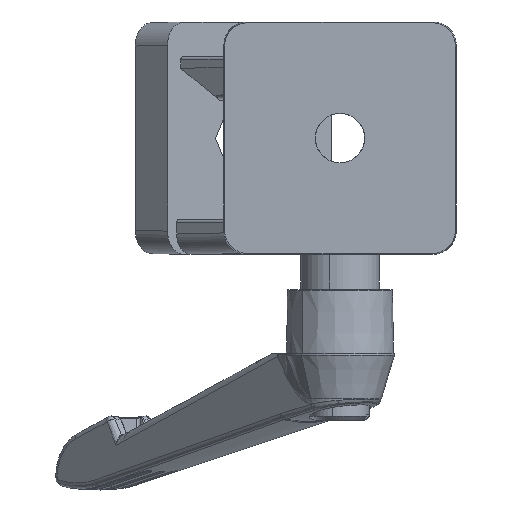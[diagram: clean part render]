
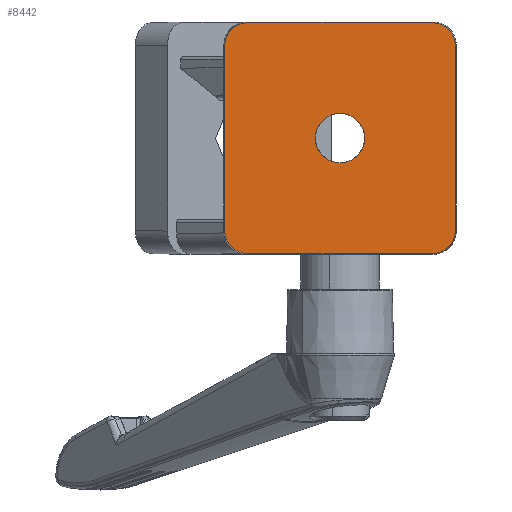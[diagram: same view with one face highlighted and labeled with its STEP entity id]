
A CAD part, front view. The second image highlights one B-rep face of the part: STEP entity #8442.
In plain terms, the highlighted planar face has unit normal (0, -1, 0).
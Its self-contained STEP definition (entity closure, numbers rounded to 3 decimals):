
#6331=DIRECTION('',(-1.,0.,0.));
#6332=VECTOR('',#6331,31.722);
#6333=CARTESIAN_POINT('',(15.861,-8.,19.86));
#6334=LINE('',#6333,#6332);
#6338=DIRECTION('',(0.,0.,1.));
#6339=VECTOR('',#6338,31.722);
#6340=CARTESIAN_POINT('',(19.86,-8.,-15.861));
#6341=LINE('',#6340,#6339);
#6345=DIRECTION('',(1.,0.,0.));
#6346=VECTOR('',#6345,31.722);
#6347=CARTESIAN_POINT('',(-15.861,-8.,-19.86));
#6348=LINE('',#6347,#6346);
#6352=DIRECTION('',(0.,0.,-1.));
#6353=VECTOR('',#6352,31.722);
#6354=CARTESIAN_POINT('',(-19.86,-8.,15.861));
#6355=LINE('',#6354,#6353);
#6359=CARTESIAN_POINT('',(0.,-8.,0.));
#6360=DIRECTION('',(0.,1.,0.));
#6361=DIRECTION('',(-1.,0.,0.));
#6362=AXIS2_PLACEMENT_3D('',#6359,#6360,#6361);
#6367=CARTESIAN_POINT('',(0.,-8.,0.));
#6368=DIRECTION('',(0.,1.,0.));
#6369=DIRECTION('',(0.,0.,-1.));
#6370=AXIS2_PLACEMENT_3D('',#6367,#6368,#6369);
#6375=CARTESIAN_POINT('',(0.,-8.,0.));
#6376=DIRECTION('',(0.,1.,0.));
#6377=DIRECTION('',(1.,0.,0.));
#6378=AXIS2_PLACEMENT_3D('',#6375,#6376,#6377);
#6833=CARTESIAN_POINT('',(15.861,-8.,19.86));
#6834=CARTESIAN_POINT('',(16.194,-8.,19.86));
#6835=CARTESIAN_POINT('',(16.782,-8.,19.782));
#6836=CARTESIAN_POINT('',(17.771,-8.,19.438));
#6837=CARTESIAN_POINT('',(18.745,-8.,18.745));
#6838=CARTESIAN_POINT('',(19.438,-8.,17.771));
#6839=CARTESIAN_POINT('',(19.782,-8.,16.782));
#6840=CARTESIAN_POINT('',(19.86,-8.,16.194));
#6841=CARTESIAN_POINT('',(19.86,-8.,15.861));
#6880=CARTESIAN_POINT('',(19.86,-8.,-15.861));
#6881=CARTESIAN_POINT('',(19.86,-8.,-16.194));
#6882=CARTESIAN_POINT('',(19.782,-8.,-16.782));
#6883=CARTESIAN_POINT('',(19.438,-8.,-17.771));
#6884=CARTESIAN_POINT('',(18.745,-8.,-18.745));
#6885=CARTESIAN_POINT('',(17.771,-8.,-19.438));
#6886=CARTESIAN_POINT('',(16.782,-8.,-19.782));
#6887=CARTESIAN_POINT('',(16.194,-8.,-19.86));
#6888=CARTESIAN_POINT('',(15.861,-8.,-19.86));
#6927=CARTESIAN_POINT('',(-15.861,-8.,-19.86));
#6928=CARTESIAN_POINT('',(-16.194,-8.,-19.86));
#6929=CARTESIAN_POINT('',(-16.782,-8.,-19.782));
#6930=CARTESIAN_POINT('',(-17.771,-8.,-19.438));
#6931=CARTESIAN_POINT('',(-18.745,-8.,-18.745));
#6932=CARTESIAN_POINT('',(-19.438,-8.,-17.771));
#6933=CARTESIAN_POINT('',(-19.782,-8.,-16.782));
#6934=CARTESIAN_POINT('',(-19.86,-8.,-16.194));
#6935=CARTESIAN_POINT('',(-19.86,-8.,-15.861));
#6953=CARTESIAN_POINT('',(-19.86,-8.,15.861));
#6954=CARTESIAN_POINT('',(-19.86,-8.,16.194));
#6955=CARTESIAN_POINT('',(-19.782,-8.,16.782));
#6956=CARTESIAN_POINT('',(-19.438,-8.,17.771));
#6957=CARTESIAN_POINT('',(-18.745,-8.,18.745));
#6958=CARTESIAN_POINT('',(-17.771,-8.,19.438));
#6959=CARTESIAN_POINT('',(-16.782,-8.,19.782));
#6960=CARTESIAN_POINT('',(-16.194,-8.,19.86));
#6961=CARTESIAN_POINT('',(-15.861,-8.,19.86));
#8092=VERTEX_POINT('',#6927);
#8093=VERTEX_POINT('',#6935);
#8094=VERTEX_POINT('',#6953);
#8095=VERTEX_POINT('',#6961);
#8096=VERTEX_POINT('',#6880);
#8097=VERTEX_POINT('',#6888);
#8100=VERTEX_POINT('',#6833);
#8101=VERTEX_POINT('',#6841);
#8124=CARTESIAN_POINT('',(4.26,-8.,0.));
#8125=VERTEX_POINT('',#8124);
#8126=CARTESIAN_POINT('',(0.,-8.,-4.26));
#8127=VERTEX_POINT('',#8126);
#8128=CARTESIAN_POINT('',(-4.26,-8.,0.));
#8129=VERTEX_POINT('',#8128);
#8412=CARTESIAN_POINT('',(-25.,-8.,25.));
#8413=DIRECTION('',(0.,1.,0.));
#8414=DIRECTION('',(0.,0.,1.));
#8415=AXIS2_PLACEMENT_3D('',#8412,#8413,#8414);
#8416=PLANE('',#8415);
#8418=ORIENTED_EDGE('',*,*,#8417,.F.);
#8420=ORIENTED_EDGE('',*,*,#8419,.T.);
#8422=ORIENTED_EDGE('',*,*,#8421,.F.);
#8424=ORIENTED_EDGE('',*,*,#8423,.T.);
#8426=ORIENTED_EDGE('',*,*,#8425,.F.);
#8428=ORIENTED_EDGE('',*,*,#8427,.T.);
#8429=ORIENTED_EDGE('',*,*,#8402,.F.);
#8431=ORIENTED_EDGE('',*,*,#8430,.T.);
#8432=EDGE_LOOP('',(#8418,#8420,#8422,#8424,#8426,#8428,#8429,#8431));
#8433=FACE_OUTER_BOUND('',#8432,.F.);
#8435=ORIENTED_EDGE('',*,*,#8434,.F.);
#8437=ORIENTED_EDGE('',*,*,#8436,.F.);
#8439=ORIENTED_EDGE('',*,*,#8438,.F.);
#8440=EDGE_LOOP('',(#8435,#8437,#8439));
#8441=FACE_BOUND('',#8440,.F.);
#6363=CIRCLE('',#6362,4.26);
#6371=CIRCLE('',#6370,4.26);
#6379=CIRCLE('',#6378,4.26);
#6842=B_SPLINE_CURVE_WITH_KNOTS('',3,(#6833,#6834,#6835,#6836,#6837,#6838,#6839,
#6840,#6841),.UNSPECIFIED.,.F.,.F.,(4,1,1,1,1,1,4),(0.,0.125,0.25,0.5,
0.75,0.875,1.),.UNSPECIFIED.);
#6889=B_SPLINE_CURVE_WITH_KNOTS('',3,(#6880,#6881,#6882,#6883,#6884,#6885,#6886,
#6887,#6888),.UNSPECIFIED.,.F.,.F.,(4,1,1,1,1,1,4),(0.,0.125,0.25,0.5,
0.75,0.875,1.),.UNSPECIFIED.);
#6936=B_SPLINE_CURVE_WITH_KNOTS('',3,(#6927,#6928,#6929,#6930,#6931,#6932,#6933,
#6934,#6935),.UNSPECIFIED.,.F.,.F.,(4,1,1,1,1,1,4),(0.,0.125,0.25,0.5,
0.75,0.875,1.),.UNSPECIFIED.);
#6962=B_SPLINE_CURVE_WITH_KNOTS('',3,(#6953,#6954,#6955,#6956,#6957,#6958,#6959,
#6960,#6961),.UNSPECIFIED.,.F.,.F.,(4,1,1,1,1,1,4),(0.,0.125,0.25,0.5,
0.75,0.875,1.),.UNSPECIFIED.);
#8402=EDGE_CURVE('',#8094,#8093,#6355,.T.);
#8417=EDGE_CURVE('',#8100,#8095,#6334,.T.);
#8419=EDGE_CURVE('',#8100,#8101,#6842,.T.);
#8421=EDGE_CURVE('',#8096,#8101,#6341,.T.);
#8423=EDGE_CURVE('',#8096,#8097,#6889,.T.);
#8425=EDGE_CURVE('',#8092,#8097,#6348,.T.);
#8427=EDGE_CURVE('',#8092,#8093,#6936,.T.);
#8430=EDGE_CURVE('',#8094,#8095,#6962,.T.);
#8434=EDGE_CURVE('',#8129,#8125,#6363,.T.);
#8436=EDGE_CURVE('',#8127,#8129,#6371,.T.);
#8438=EDGE_CURVE('',#8125,#8127,#6379,.T.);
#8442=ADVANCED_FACE('',(#8433,#8441),#8416,.F.);
